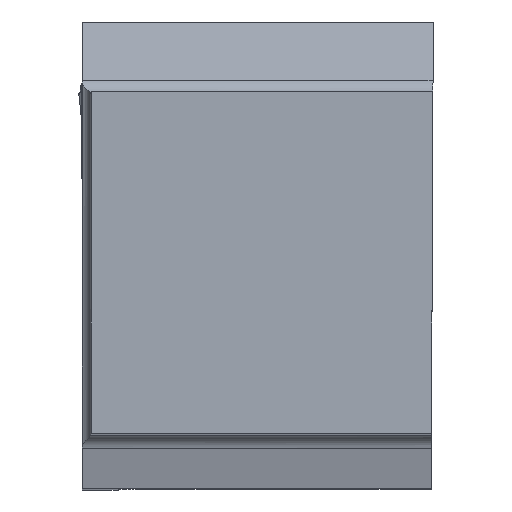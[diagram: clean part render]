
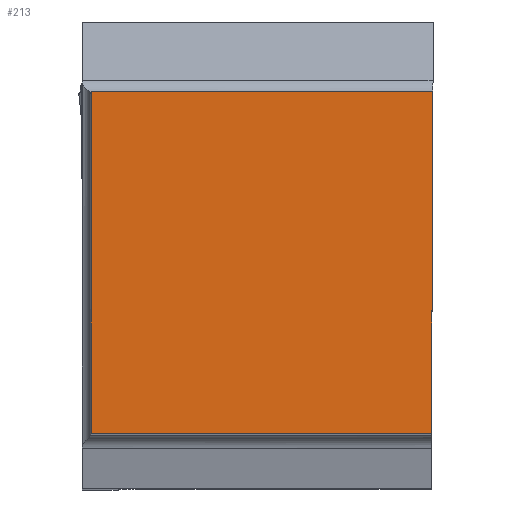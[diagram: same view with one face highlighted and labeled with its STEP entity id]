
A CAD part, top view. The second image highlights one B-rep face of the part: STEP entity #213.
In plain terms, the highlighted planar face has unit normal (0, 0, 1).
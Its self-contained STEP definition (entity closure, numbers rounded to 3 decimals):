
#213=ADVANCED_FACE('CU_BACK_SU1',(#327),#285,.F.);
#285=PLANE('',#1589);
#327=FACE_OUTER_BOUND('',#400,.T.);
#400=EDGE_LOOP('',(#538,#539,#540,#541));
#538=ORIENTED_EDGE('',*,*,#1078,.T.);
#539=ORIENTED_EDGE('',*,*,#1073,.T.);
#540=ORIENTED_EDGE('',*,*,#1079,.T.);
#541=ORIENTED_EDGE('',*,*,#1080,.F.);
#933=VERTEX_POINT('',#2267);
#934=VERTEX_POINT('',#2269);
#936=VERTEX_POINT('',#2278);
#937=VERTEX_POINT('',#2280);
#1073=EDGE_CURVE('',#934,#933,#1257,.T.);
#1078=EDGE_CURVE('',#936,#934,#1261,.T.);
#1079=EDGE_CURVE('',#933,#937,#1262,.T.);
#1080=EDGE_CURVE('',#936,#937,#1263,.T.);
#1257=LINE('',#2268,#1390);
#1261=LINE('',#2277,#1394);
#1262=LINE('',#2279,#1395);
#1263=LINE('',#2281,#1396);
#1390=VECTOR('',#1775,1.);
#1394=VECTOR('',#1785,1.);
#1395=VECTOR('',#1786,1.);
#1396=VECTOR('',#1787,1.);
#1589=AXIS2_PLACEMENT_3D('',#2282,#1788,#1789);
#1775=DIRECTION('',(0.004,1.,0.));
#1785=DIRECTION('',(1.,0.,0.));
#1786=DIRECTION('',(-1.,0.,0.));
#1787=DIRECTION('',(0.,1.,0.));
#1788=DIRECTION('',(0.,0.,-1.));
#1789=DIRECTION('',(-1.,0.,0.));
#2267=CARTESIAN_POINT('',(0.,31.85,0.));
#2268=CARTESIAN_POINT('',(0.088,51.953,0.));
#2269=CARTESIAN_POINT('',(-0.139,0.,0.));
#2277=CARTESIAN_POINT('',(23.593,0.,0.));
#2278=CARTESIAN_POINT('',(-31.85,0.,0.));
#2279=CARTESIAN_POINT('',(23.593,31.85,0.));
#2280=CARTESIAN_POINT('',(-31.85,31.85,0.));
#2281=CARTESIAN_POINT('',(-31.85,51.85,0.));
#2282=CARTESIAN_POINT('',(23.593,51.85,0.));
